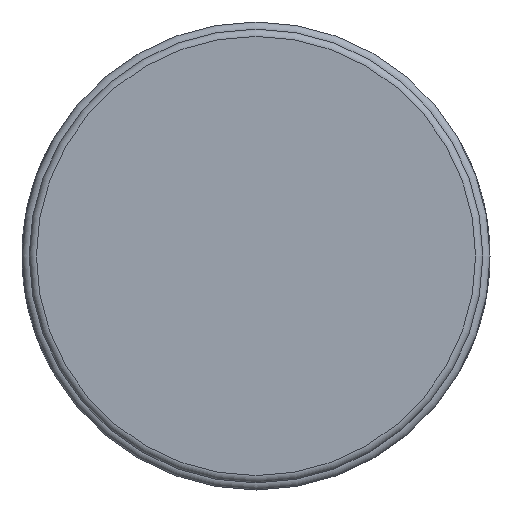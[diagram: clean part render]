
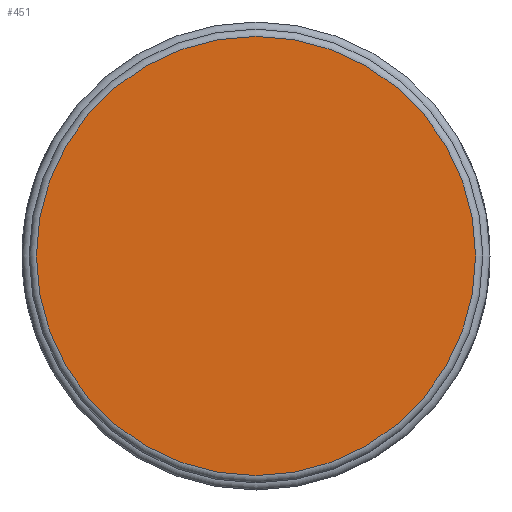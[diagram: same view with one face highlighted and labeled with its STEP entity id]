
A CAD part, front view. The second image highlights one B-rep face of the part: STEP entity #451.
In plain terms, the highlighted planar face has unit normal (0, -1, 0).
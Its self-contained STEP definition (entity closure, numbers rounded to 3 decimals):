
#65=PLANE('',#528);
#112=ORIENTED_EDGE('',*,*,#196,.T.);
#196=EDGE_CURVE('',#243,#243,#282,.T.);
#243=VERTEX_POINT('',#813);
#282=CIRCLE('',#527,30.5);
#321=EDGE_LOOP('',(#112));
#387=FACE_BOUND('',#321,.T.);
#451=ADVANCED_FACE('',(#387),#65,.F.);
#527=AXIS2_PLACEMENT_3D('',#812,#618,#619);
#528=AXIS2_PLACEMENT_3D('',#814,#620,#621);
#618=DIRECTION('',(0.,-1.,0.));
#619=DIRECTION('',(0.,0.,-1.));
#620=DIRECTION('',(0.,1.,0.));
#621=DIRECTION('',(0.,0.,1.));
#812=CARTESIAN_POINT('',(0.,0.,0.));
#813=CARTESIAN_POINT('',(0.,0.,-30.5));
#814=CARTESIAN_POINT('',(30.5,0.,0.));
